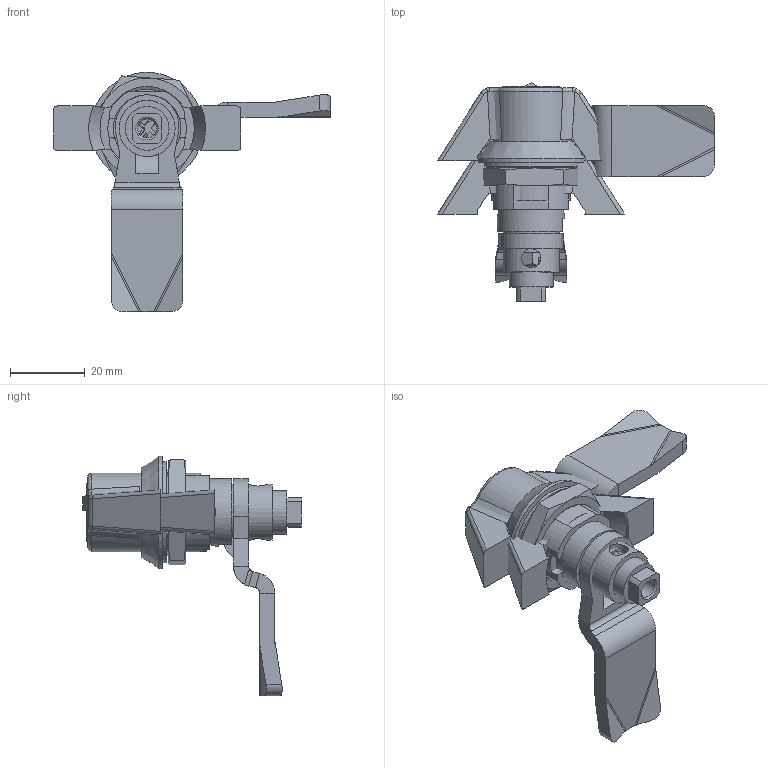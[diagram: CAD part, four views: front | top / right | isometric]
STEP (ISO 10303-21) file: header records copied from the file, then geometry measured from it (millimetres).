
FILE_DESCRIPTION( ( 'STEP AP203' ), '1' );
FILE_NAME( ' ', ' ', ( ' ' ), ( ' ' ), 'PSStep 10.0', ' ', ' ' );
FILE_SCHEMA( ( 'CONFIG_CONTROL_DESIGN' ) );
Length unit declared in the file: millimetre
Products named in the file (8): Assem1; 1; 2; 3; 4; 5; 6; 7
Bounding box: 74 x 58.39 x 64 mm (x, y, z)
Volume: 42318.4 mm3; surface area: 34394.1 mm2
Topology: 14 solids, 14 shells, 990 faces, 2710 edges, 1770 vertices
Faces by surface type: plane 708, cylinder 162, bspline 56, cone 52, extrusion 4, torus 4, sphere 4
Full cylindrical faces by diameter (mm): 3.3 x2, 4 x2, 5 x2, 5.1 x6, 5.5 x2, 6 x2, 8.3 x4, 8.5 x2, 11.7 x2, 12.2 x2, 12.5 x2, 15 x2, 15.3 x2, 16 x2, 16.1 x2, 16.8 x2, 17.6 x2, 18 x2, 20.6 x2, 21 x2, 21.5 x2, 27 x2, 30 x2
Entity records: 17276 total; most frequent: CARTESIAN_POINT 4604, ORIENTED_EDGE 2596, DIRECTION 2490, EDGE_CURVE 1298, VERTEX_POINT 863, AXIS2_PLACEMENT_3D 839, VECTOR 812, LINE 810
